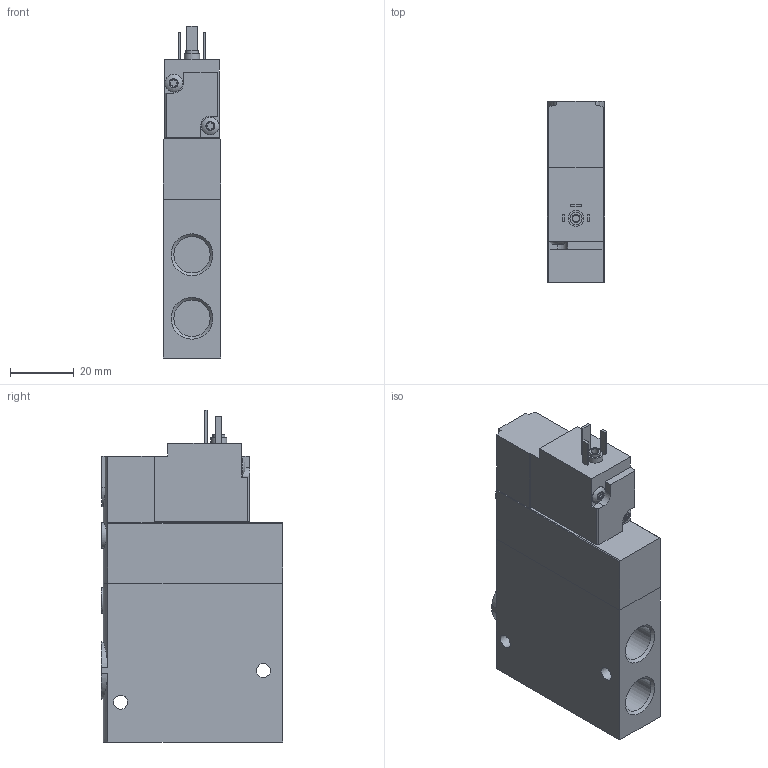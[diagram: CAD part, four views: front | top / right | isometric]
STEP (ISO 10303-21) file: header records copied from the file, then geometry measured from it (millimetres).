
FILE_DESCRIPTION(/* description */ ('STEP AP214'),/* implementation_level */ '2;1');
FILE_NAME(/* name */ '163789_CPE18-M3H-3GLS-1_4',/* time_stamp */ '2024-08-06T20:36:24+02:00',/* author */ ('License CC BY-ND 4.0'),/* organization */ ('CADENAS'),/* preprocessor_version */ 'ST-DEVELOPER v19.3',/* originating_system */ 'PARTsolutions',/* authorisation */ ' ');
FILE_SCHEMA (('AUTOMOTIVE_DESIGN {1 0 10303 214 3 1 1}'));
Length unit declared in the file: millimetre
Products named in the file (3): 163789 CPE18-M3H-3GLS-1/4; CPE18-...-3/2; CPE18-KMEB_M3H
Assembly tree (2 placements, depth 2):
  163789 CPE18-M3H-3GLS-1/4
    CPE18-...-3/2
    CPE18-KMEB_M3H
Bounding box: 18 x 57 x 104.5 mm (x, y, z)
Volume: 82737.3 mm3; surface area: 20478.2 mm2
Topology: 2 solids, 2 shells, 136 faces, 324 edges, 207 vertices
Faces by surface type: plane 66, cylinder 49, cone 19, torus 2
Full cylindrical faces by diameter (mm): 2 x1, 2.013 x1, 2.5 x1, 3.8 x1, 4.134 x2, 4.4 x2, 5 x1, 5.6 x3, 8 x2, 11.445 x3
Entity records: 3897 total; most frequent: CARTESIAN_POINT 802, DIRECTION 620, ORIENTED_EDGE 586, EDGE_CURVE 293, AXIS2_PLACEMENT_3D 229, VERTEX_POINT 202, EDGE_LOOP 181, FACE_BOUND 181
